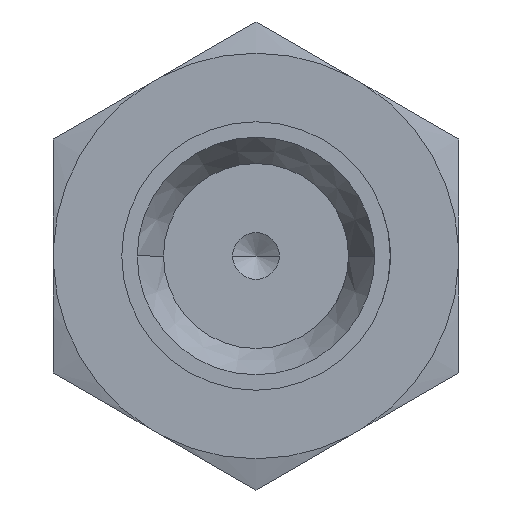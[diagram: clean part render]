
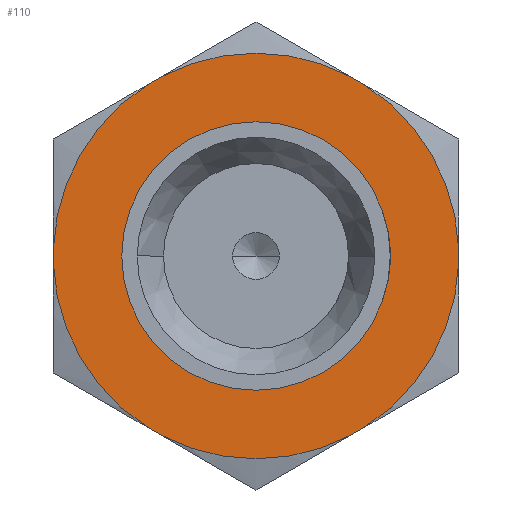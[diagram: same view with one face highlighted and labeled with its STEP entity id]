
A CAD part, left-side view. The second image highlights one B-rep face of the part: STEP entity #110.
In plain terms, the highlighted planar face has unit normal (-1, 0, 0).
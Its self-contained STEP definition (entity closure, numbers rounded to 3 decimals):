
#95 = ORIENTED_EDGE ( 'NONE', *, *, #2500, .F. ) ;
#110 = ADVANCED_FACE ( 'NONE', ( #4723, #1784 ), #4669, .F. ) ;
#121 = ORIENTED_EDGE ( 'NONE', *, *, #417, .T. ) ;
#175 = CARTESIAN_POINT ( 'NONE',  ( -13.501, -2.65, 0. ) ) ;
#204 = CARTESIAN_POINT ( 'NONE',  ( -13.501, -1.002, -5.197 ) ) ;
#252 = AXIS2_PLACEMENT_3D ( 'NONE', #4157, #2880, #2062 ) ;
#271 = DIRECTION ( 'NONE',  ( 0., -1., 0. ) ) ;
#297 = ORIENTED_EDGE ( 'NONE', *, *, #4590, .T. ) ;
#371 = CARTESIAN_POINT ( 'NONE',  ( -13.501, 0., 0. ) ) ;
#417 = EDGE_CURVE ( 'NONE', #3059, #4731, #2075, .T. ) ;
#468 = CARTESIAN_POINT ( 'NONE',  ( -13.501, 2.129, 3.39 ) ) ;
#492 = VERTEX_POINT ( 'NONE', #4900 ) ;
#544 = CARTESIAN_POINT ( 'NONE',  ( -13.501, 4., -0.149 ) ) ;
#558 = DIRECTION ( 'NONE',  ( 1., 0., 0. ) ) ;
#612 = ORIENTED_EDGE ( 'NONE', *, *, #4026, .F. ) ;
#688 = VERTEX_POINT ( 'NONE', #3753 ) ;
#691 = CARTESIAN_POINT ( 'NONE',  ( -13.501, 1.871, 3.538 ) ) ;
#694 = CIRCLE ( 'NONE', #4154, 4.003 ) ;
#763 = DIRECTION ( 'NONE',  ( 0., -1., 0. ) ) ;
#766 = EDGE_LOOP ( 'NONE', ( #4703, #2544 ) ) ;
#818 = CARTESIAN_POINT ( 'NONE',  ( -13.501, 0., 0. ) ) ;
#878 = CARTESIAN_POINT ( 'NONE',  ( -13.501, -5.002, -1.731 ) ) ;
#989 = ORIENTED_EDGE ( 'NONE', *, *, #3250, .T. ) ;
#1029 = CARTESIAN_POINT ( 'NONE',  ( -13.501, -2.129, 3.39 ) ) ;
#1098 = CARTESIAN_POINT ( 'NONE',  ( -13.501, 0., 0. ) ) ;
#1264 = LINE ( 'NONE', #3870, #2181 ) ;
#1291 = CARTESIAN_POINT ( 'NONE',  ( -13.501, -1.871, -3.538 ) ) ;
#1460 = DIRECTION ( 'NONE',  ( -1., 0., 0. ) ) ;
#1501 = EDGE_CURVE ( 'NONE', #4384, #1619, #3049, .T. ) ;
#1578 = CARTESIAN_POINT ( 'NONE',  ( -13.501, -5.002, 1.731 ) ) ;
#1583 = DIRECTION ( 'NONE',  ( -1., 0., 0. ) ) ;
#1619 = VERTEX_POINT ( 'NONE', #691 ) ;
#1691 = DIRECTION ( 'NONE',  ( 0., 0., -1. ) ) ;
#1710 = CARTESIAN_POINT ( 'NONE',  ( -13.501, -2.129, -3.39 ) ) ;
#1740 = DIRECTION ( 'NONE',  ( 0., 0.866, -0.5 ) ) ;
#1770 = ORIENTED_EDGE ( 'NONE', *, *, #1501, .F. ) ;
#1784 = FACE_BOUND ( 'NONE', #766, .T. ) ;
#1804 = CARTESIAN_POINT ( 'NONE',  ( -13.501, -1.002, 5.197 ) ) ;
#1854 = AXIS2_PLACEMENT_3D ( 'NONE', #818, #4178, #271 ) ;
#1928 = CARTESIAN_POINT ( 'NONE',  ( -13.501, 2.129, -3.39 ) ) ;
#1959 = DIRECTION ( 'NONE',  ( 0., -0.866, -0.5 ) ) ;
#2016 = VECTOR ( 'NONE', #1740, 1000. ) ;
#2056 = DIRECTION ( 'NONE',  ( 0., -1., 0. ) ) ;
#2062 = DIRECTION ( 'NONE',  ( 0., -1., 0. ) ) ;
#2075 = CIRCLE ( 'NONE', #4999, 4.003 ) ;
#2082 = DIRECTION ( 'NONE',  ( -1., 0., 0. ) ) ;
#2181 = VECTOR ( 'NONE', #1691, 1000. ) ;
#2204 = ORIENTED_EDGE ( 'NONE', *, *, #4110, .T. ) ;
#2253 = DIRECTION ( 'NONE',  ( -1., 0., 0. ) ) ;
#2294 = LINE ( 'NONE', #204, #2718 ) ;
#2305 = CARTESIAN_POINT ( 'NONE',  ( -13.501, 0., 0. ) ) ;
#2335 = EDGE_CURVE ( 'NONE', #3117, #4731, #2294, .T. ) ;
#2405 = CARTESIAN_POINT ( 'NONE',  ( -13.501, 0., 0. ) ) ;
#2500 = EDGE_CURVE ( 'NONE', #3059, #492, #3850, .T. ) ;
#2539 = AXIS2_PLACEMENT_3D ( 'NONE', #1098, #2253, #4902 ) ;
#2544 = ORIENTED_EDGE ( 'NONE', *, *, #3906, .F. ) ;
#2675 = EDGE_LOOP ( 'NONE', ( #4174, #297, #4353, #2204, #612, #4830, #5109, #4270, #1770, #989, #95, #121 ) ) ;
#2680 = EDGE_CURVE ( 'NONE', #3109, #1619, #4226, .T. ) ;
#2718 = VECTOR ( 'NONE', #5383, 1000. ) ;
#2740 = CIRCLE ( 'NONE', #1854, 2.65 ) ;
#2880 = DIRECTION ( 'NONE',  ( -1., 0., 0. ) ) ;
#2939 = VERTEX_POINT ( 'NONE', #4685 ) ;
#2948 = CARTESIAN_POINT ( 'NONE',  ( -13.501, -4., -0.149 ) ) ;
#3013 = VERTEX_POINT ( 'NONE', #1291 ) ;
#3049 = LINE ( 'NONE', #1804, #3153 ) ;
#3059 = VERTEX_POINT ( 'NONE', #544 ) ;
#3092 = AXIS2_PLACEMENT_3D ( 'NONE', #4953, #4597, #763 ) ;
#3109 = VERTEX_POINT ( 'NONE', #3477 ) ;
#3117 = VERTEX_POINT ( 'NONE', #3537 ) ;
#3153 = VECTOR ( 'NONE', #3486, 1000. ) ;
#3180 = DIRECTION ( 'NONE',  ( 0., -1., 0. ) ) ;
#3250 = EDGE_CURVE ( 'NONE', #4384, #492, #4682, .T. ) ;
#3439 = CARTESIAN_POINT ( 'NONE',  ( -13.501, -4.003, 0. ) ) ;
#3477 = CARTESIAN_POINT ( 'NONE',  ( -13.501, -1.871, 3.538 ) ) ;
#3486 = DIRECTION ( 'NONE',  ( 0., -0.866, 0.5 ) ) ;
#3490 = DIRECTION ( 'NONE',  ( 0., 1., 0. ) ) ;
#3537 = CARTESIAN_POINT ( 'NONE',  ( -13.501, 1.871, -3.538 ) ) ;
#3753 = CARTESIAN_POINT ( 'NONE',  ( -13.501, 2.65, 0. ) ) ;
#3797 = CIRCLE ( 'NONE', #3092, 4.003 ) ;
#3841 = LINE ( 'NONE', #878, #2016 ) ;
#3850 = LINE ( 'NONE', #5179, #5466 ) ;
#3868 = EDGE_CURVE ( 'NONE', #3109, #4537, #4520, .T. ) ;
#3870 = CARTESIAN_POINT ( 'NONE',  ( -13.501, -4., 0. ) ) ;
#3906 = EDGE_CURVE ( 'NONE', #688, #4510, #3965, .T. ) ;
#3956 = EDGE_CURVE ( 'NONE', #5147, #3013, #3841, .T. ) ;
#3965 = CIRCLE ( 'NONE', #252, 2.65 ) ;
#4026 = EDGE_CURVE ( 'NONE', #2939, #5482, #1264, .T. ) ;
#4068 = AXIS2_PLACEMENT_3D ( 'NONE', #2405, #1583, #4107 ) ;
#4107 = DIRECTION ( 'NONE',  ( 0., -1., 0. ) ) ;
#4110 = EDGE_CURVE ( 'NONE', #5147, #5482, #694, .T. ) ;
#4154 = AXIS2_PLACEMENT_3D ( 'NONE', #2305, #4793, #5281 ) ;
#4157 = CARTESIAN_POINT ( 'NONE',  ( -13.501, 0., 0. ) ) ;
#4174 = ORIENTED_EDGE ( 'NONE', *, *, #2335, .F. ) ;
#4178 = DIRECTION ( 'NONE',  ( -1., 0., 0. ) ) ;
#4226 = CIRCLE ( 'NONE', #2539, 4.003 ) ;
#4270 = ORIENTED_EDGE ( 'NONE', *, *, #2680, .T. ) ;
#4353 = ORIENTED_EDGE ( 'NONE', *, *, #3956, .F. ) ;
#4364 = DIRECTION ( 'NONE',  ( 0., 0., 1. ) ) ;
#4384 = VERTEX_POINT ( 'NONE', #468 ) ;
#4510 = VERTEX_POINT ( 'NONE', #175 ) ;
#4520 = LINE ( 'NONE', #1578, #5115 ) ;
#4537 = VERTEX_POINT ( 'NONE', #1029 ) ;
#4590 = EDGE_CURVE ( 'NONE', #3117, #3013, #5123, .T. ) ;
#4597 = DIRECTION ( 'NONE',  ( -1., 0., 0. ) ) ;
#4656 = AXIS2_PLACEMENT_3D ( 'NONE', #3439, #558, #3490 ) ;
#4669 = PLANE ( 'NONE',  #4656 ) ;
#4682 = CIRCLE ( 'NONE', #4852, 4.003 ) ;
#4685 = CARTESIAN_POINT ( 'NONE',  ( -13.501, -4., 0.149 ) ) ;
#4703 = ORIENTED_EDGE ( 'NONE', *, *, #5047, .F. ) ;
#4723 = FACE_OUTER_BOUND ( 'NONE', #2675, .T. ) ;
#4731 = VERTEX_POINT ( 'NONE', #1928 ) ;
#4793 = DIRECTION ( 'NONE',  ( -1., 0., 0. ) ) ;
#4830 = ORIENTED_EDGE ( 'NONE', *, *, #5019, .T. ) ;
#4852 = AXIS2_PLACEMENT_3D ( 'NONE', #371, #2082, #2056 ) ;
#4900 = CARTESIAN_POINT ( 'NONE',  ( -13.501, 4., 0.149 ) ) ;
#4902 = DIRECTION ( 'NONE',  ( 0., -1., 0. ) ) ;
#4953 = CARTESIAN_POINT ( 'NONE',  ( -13.501, 0., 0. ) ) ;
#4999 = AXIS2_PLACEMENT_3D ( 'NONE', #5254, #1460, #3180 ) ;
#5019 = EDGE_CURVE ( 'NONE', #2939, #4537, #3797, .T. ) ;
#5047 = EDGE_CURVE ( 'NONE', #4510, #688, #2740, .T. ) ;
#5109 = ORIENTED_EDGE ( 'NONE', *, *, #3868, .F. ) ;
#5115 = VECTOR ( 'NONE', #1959, 1000. ) ;
#5123 = CIRCLE ( 'NONE', #4068, 4.003 ) ;
#5147 = VERTEX_POINT ( 'NONE', #1710 ) ;
#5179 = CARTESIAN_POINT ( 'NONE',  ( -13.501, 4., 0. ) ) ;
#5254 = CARTESIAN_POINT ( 'NONE',  ( -13.501, 0., 0. ) ) ;
#5281 = DIRECTION ( 'NONE',  ( 0., -1., 0. ) ) ;
#5383 = DIRECTION ( 'NONE',  ( 0., 0.866, 0.5 ) ) ;
#5466 = VECTOR ( 'NONE', #4364, 1000. ) ;
#5482 = VERTEX_POINT ( 'NONE', #2948 ) ;
